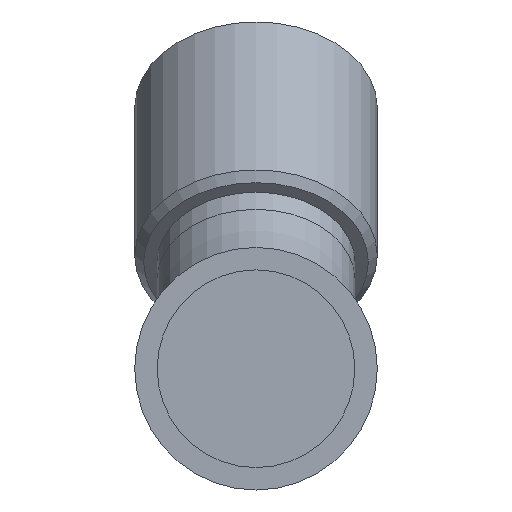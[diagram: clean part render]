
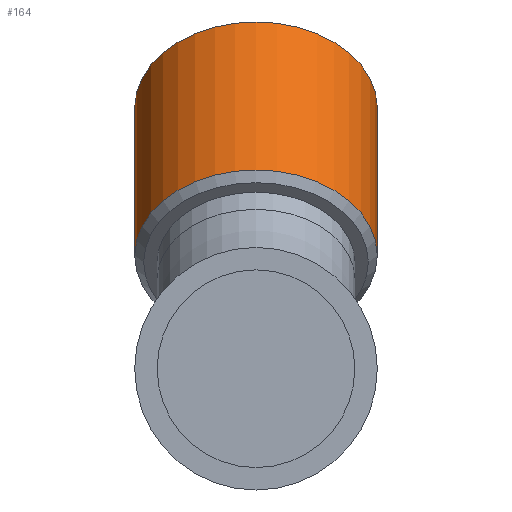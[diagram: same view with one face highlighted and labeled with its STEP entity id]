
A CAD part, front view. The second image highlights one B-rep face of the part: STEP entity #164.
In plain terms, the highlighted cylindrical face has radius 13.5 mm (diameter 27 mm), a full revolution.
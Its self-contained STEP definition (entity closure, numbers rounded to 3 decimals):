
#34=ORIENTED_EDGE('',*,*,#59,.F.);
#35=ORIENTED_EDGE('',*,*,#61,.F.);
#59=EDGE_CURVE('',#73,#73,#87,.F.);
#61=EDGE_CURVE('',#75,#75,#89,.T.);
#73=VERTEX_POINT('',#287);
#75=VERTEX_POINT('',#292);
#87=CIRCLE('',#194,13.5);
#89=CIRCLE('',#197,13.5);
#104=EDGE_LOOP('',(#34));
#105=EDGE_LOOP('',(#35));
#132=FACE_BOUND('',#104,.T.);
#133=FACE_BOUND('',#105,.T.);
#156=CYLINDRICAL_SURFACE('',#196,13.5);
#164=ADVANCED_FACE('',(#132,#133),#156,.T.);
#194=AXIS2_PLACEMENT_3D('',#286,#230,#231);
#196=AXIS2_PLACEMENT_3D('',#290,#234,#235);
#197=AXIS2_PLACEMENT_3D('',#291,#236,#237);
#230=DIRECTION('',(0.,0.707,0.707));
#231=DIRECTION('',(0.,-0.707,0.707));
#234=DIRECTION('',(0.,0.707,0.707));
#235=DIRECTION('',(0.,0.707,-0.707));
#236=DIRECTION('',(0.,0.707,0.707));
#237=DIRECTION('',(1.,0.,0.));
#286=CARTESIAN_POINT('',(0.,26.658,12.575));
#287=CARTESIAN_POINT('',(0.,17.112,22.121));
#290=CARTESIAN_POINT('',(0.,25.951,11.868));
#291=CARTESIAN_POINT('',(0.,43.134,29.05));
#292=CARTESIAN_POINT('',(13.5,43.134,29.05));
